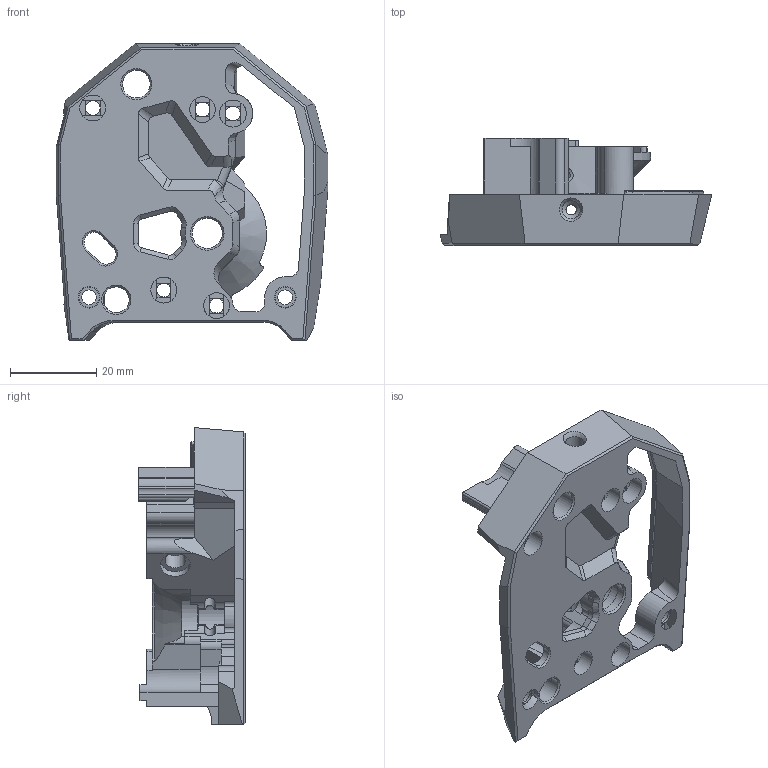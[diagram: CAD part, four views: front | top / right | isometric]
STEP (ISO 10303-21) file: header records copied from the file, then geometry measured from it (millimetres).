
FILE_DESCRIPTION(/* description */ (''),/* implementation_level */ '2;1');
FILE_NAME(/* name */ 'CW2 main body 3DO mod.step',/* time_stamp */ '2023-03-23T15:51:56+01:00',/* author */ (''),/* organization */ (''),/* preprocessor_version */ 'ST-DEVELOPER v19.2',/* originating_system */ 'Autodesk Translation Framework v11.17.0.187',/* authorisation */ '');
FILE_SCHEMA (('AUTOMOTIVE_DESIGN { 1 0 10303 214 3 1 1 }'));
Length unit declared in the file: millimetre
Products named in the file (38): CW2 main body 3DO mod; main_body; motor_plate; cable_cover; cable_cover_for_pcb; chain_anchor_2hole; chain_anchor_2hole_sw; chain_anchor_3hole_sw; CW2 chain anchor (3-hole); guilder_a; guidler_b; Direct_Drivegear_without_setscrew (1) (1); stift 3 x 20 (1) (1); Part36; K3x5x7 Needlebearing (1) (1); Driveshaft Assembly (1); Shaft-assembly (1); Direct_Drivegear (1); DIN 913 - M3 x 2; MR825 Ballbearing 5x8x2; Latch; NewShuttle; M3x30 SHCS; M3x20 SHCS; M3x6 BHCS; DIN EN ISO 7089 -  3; Nylon Washer (Thumbscrew); pcb_spacer; Spring Assembly (2); M3 Thumb Screw (1) (1); BMG Spring; Stepper Body (1); M3x25 SHCS; M3x16 SHCS; M3x10 SHCS; M3x6 FHCS; M3x8 SHCS; M3 Threaded Insert
Assembly tree (61 placements, depth 3):
  CW2 main body 3DO mod
    main_body
    motor_plate
    cable_cover
    cable_cover_for_pcb
    chain_anchor_2hole
    chain_anchor_2hole_sw
    chain_anchor_3hole_sw
    CW2 chain anchor (3-hole)
    guilder_a
    guidler_b
    Direct_Drivegear_without_setscrew (1) (1)
      stift 3 x 20 (1) (1)
      K3x5x7 Needlebearing (1) (1)  x2
      Part36
    Driveshaft Assembly (1)
      Shaft-assembly (1)
      MR825 Ballbearing 5x8x2  x2
      Direct_Drivegear (1)
      DIN 913 - M3 x 2
    Latch
    NewShuttle
    M3x30 SHCS
    M3x20 SHCS
    M3x16 SHCS  x2
    M3x10 SHCS  x2
    M3x8 SHCS  x2
    M3x6 BHCS
    DIN EN ISO 7089 -  3
    M3 Threaded Insert  x17
    Nylon Washer (Thumbscrew)
    pcb_spacer
    Spring Assembly (2)
      M3 Thumb Screw (1) (1)
      BMG Spring
    Stepper Body (1)
    M3x25 SHCS  x4
    M3x6 FHCS
Bounding box: 62.85 x 24.7 x 68.69 mm (x, y, z)
Volume: 23957.3 mm3; surface area: 14762 mm2
Topology: 1 solids, 1 shells, 450 faces, 1248 edges, 800 vertices
Faces by surface type: plane 233, cylinder 150, bspline 33, cone 32, torus 2
Full cylindrical faces by diameter (mm): 2.4 x2, 2.8 x1, 3.2 x1, 3.4 x6, 4.2 x2, 4.7 x4, 6 x5, 6.248 x1, 6.4 x1, 7 x2, 8.2 x1
Entity records: 17397 total; most frequent: CARTESIAN_POINT 4470, DIRECTION 2596, ORIENTED_EDGE 2496, EDGE_CURVE 1248, AXIS2_PLACEMENT_3D 926, VERTEX_POINT 800, LINE 744, VECTOR 744
